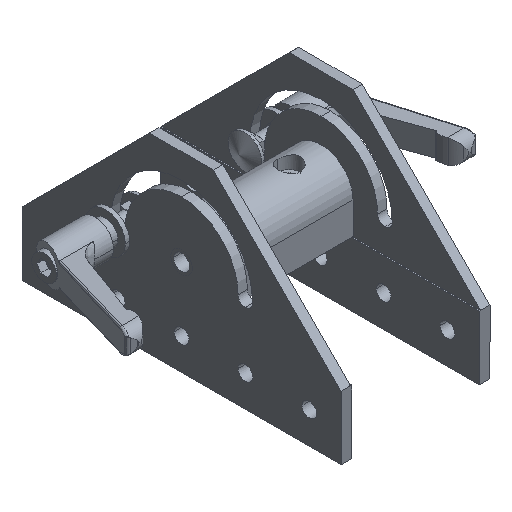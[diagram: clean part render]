
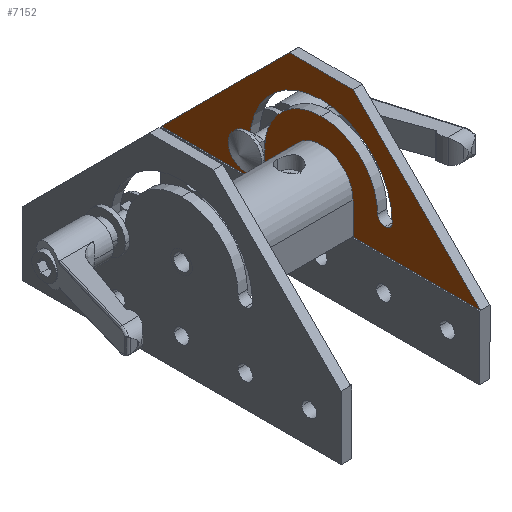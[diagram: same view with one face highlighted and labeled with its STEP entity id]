
A CAD part, isometric view. The second image highlights one B-rep face of the part: STEP entity #7152.
In plain terms, the highlighted planar face has unit normal (-1, 0, 0).
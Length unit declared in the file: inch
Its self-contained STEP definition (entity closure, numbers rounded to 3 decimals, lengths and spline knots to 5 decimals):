
#6508=CARTESIAN_POINT('',(2.25,-0.25,0.75));
#6509=VERTEX_POINT('',#6508);
#6518=CARTESIAN_POINT('',(2.25,0.25,0.75));
#6519=VERTEX_POINT('',#6518);
#6520=CARTESIAN_POINT('',(2.25,0.,0.75));
#6521=DIRECTION('',(1.0,0.0,0.0));
#6522=DIRECTION('',(0.0,-1.0,0.0));
#6523=AXIS2_PLACEMENT_3D('',#6520,#6521,#6522);
#6524=CIRCLE('',#6523,0.25);
#6525=EDGE_CURVE('',#6519,#6509,#6524,.T.);
#6550=CARTESIAN_POINT('',(2.25,-1.5,0.579));
#6551=VERTEX_POINT('',#6550);
#6560=CARTESIAN_POINT('',(2.25,-1.671,0.75));
#6561=VERTEX_POINT('',#6560);
#6562=CARTESIAN_POINT('',(2.25,-1.5,0.75));
#6563=DIRECTION('',(1.0,0.0,0.0));
#6564=DIRECTION('',(0.0,0.0,-1.0));
#6565=AXIS2_PLACEMENT_3D('',#6562,#6563,#6564);
#6566=CIRCLE('',#6565,0.171);
#6567=EDGE_CURVE('',#6561,#6551,#6566,.T.);
#6592=CARTESIAN_POINT('',(2.25,0.,2.421));
#6593=VERTEX_POINT('',#6592);
#6602=CARTESIAN_POINT('',(2.25,1.671,0.75));
#6603=VERTEX_POINT('',#6602);
#6604=CARTESIAN_POINT('',(2.25,0.,0.75));
#6605=DIRECTION('',(1.0,0.0,0.0));
#6606=DIRECTION('',(0.0,0.0,1.0));
#6607=AXIS2_PLACEMENT_3D('',#6604,#6605,#6606);
#6608=CIRCLE('',#6607,1.671);
#6609=EDGE_CURVE('',#6603,#6593,#6608,.T.);
#6634=CARTESIAN_POINT('',(2.25,1.5,0.579));
#6635=VERTEX_POINT('',#6634);
#6644=CARTESIAN_POINT('',(2.25,1.329,0.75));
#6645=VERTEX_POINT('',#6644);
#6646=CARTESIAN_POINT('',(2.25,1.5,0.75));
#6647=DIRECTION('',(1.0,0.0,0.0));
#6648=DIRECTION('',(0.0,0.0,-1.0));
#6649=AXIS2_PLACEMENT_3D('',#6646,#6647,#6648);
#6650=CIRCLE('',#6649,0.171);
#6651=EDGE_CURVE('',#6645,#6635,#6650,.T.);
#6676=CARTESIAN_POINT('',(2.25,0.,2.079));
#6677=VERTEX_POINT('',#6676);
#6686=CARTESIAN_POINT('',(2.25,-1.329,0.75));
#6687=VERTEX_POINT('',#6686);
#6688=CARTESIAN_POINT('',(2.25,0.,0.75));
#6689=DIRECTION('',(-1.0,0.0,0.0));
#6690=DIRECTION('',(0.0,0.0,1.0));
#6691=AXIS2_PLACEMENT_3D('',#6688,#6689,#6690);
#6692=CIRCLE('',#6691,1.329);
#6693=EDGE_CURVE('',#6687,#6677,#6692,.T.);
#6727=CARTESIAN_POINT('',(2.25,0.,0.75));
#6728=DIRECTION('',(-1.0,0.0,0.0));
#6729=DIRECTION('',(0.0,0.0,1.0));
#6730=AXIS2_PLACEMENT_3D('',#6727,#6728,#6729);
#6731=CIRCLE('',#6730,1.329);
#6732=EDGE_CURVE('',#6677,#6645,#6731,.T.);
#6751=CARTESIAN_POINT('',(2.25,1.5,0.75));
#6752=DIRECTION('',(1.0,0.0,0.0));
#6753=DIRECTION('',(0.0,0.0,-1.0));
#6754=AXIS2_PLACEMENT_3D('',#6751,#6752,#6753);
#6755=CIRCLE('',#6754,0.171);
#6756=EDGE_CURVE('',#6635,#6603,#6755,.T.);
#6775=CARTESIAN_POINT('',(2.25,0.,0.75));
#6776=DIRECTION('',(1.0,0.0,0.0));
#6777=DIRECTION('',(0.0,0.0,1.0));
#6778=AXIS2_PLACEMENT_3D('',#6775,#6776,#6777);
#6779=CIRCLE('',#6778,1.671);
#6780=EDGE_CURVE('',#6593,#6561,#6779,.T.);
#6799=CARTESIAN_POINT('',(2.25,-1.5,0.75));
#6800=DIRECTION('',(1.0,0.0,0.0));
#6801=DIRECTION('',(0.0,0.0,-1.0));
#6802=AXIS2_PLACEMENT_3D('',#6799,#6800,#6801);
#6803=CIRCLE('',#6802,0.171);
#6804=EDGE_CURVE('',#6551,#6687,#6803,.T.);
#6823=CARTESIAN_POINT('',(2.25,0.,0.75));
#6824=DIRECTION('',(1.0,0.0,0.0));
#6825=DIRECTION('',(0.0,-1.0,0.0));
#6826=AXIS2_PLACEMENT_3D('',#6823,#6824,#6825);
#6827=CIRCLE('',#6826,0.25);
#6828=EDGE_CURVE('',#6509,#6519,#6827,.T.);
#6968=CARTESIAN_POINT('',(2.25,-0.75,3.));
#6969=VERTEX_POINT('',#6968);
#6976=CARTESIAN_POINT('',(2.25,-3.75,0.));
#6977=VERTEX_POINT('',#6976);
#6978=CARTESIAN_POINT('',(2.25,-0.75,3.));
#6979=DIRECTION('',(0.,-0.707,-0.707));
#6980=VECTOR('',#6979,4.24264);
#6981=LINE('',#6978,#6980);
#6982=EDGE_CURVE('',#6969,#6977,#6981,.T.);
#7007=CARTESIAN_POINT('',(2.25,0.75,3.));
#7008=VERTEX_POINT('',#7007);
#7015=CARTESIAN_POINT('',(2.25,-0.75,3.));
#7016=DIRECTION('',(0.0,1.0,0.0));
#7017=VECTOR('',#7016,1.5);
#7018=LINE('',#7015,#7017);
#7019=EDGE_CURVE('',#6969,#7008,#7018,.T.);
#7104=CARTESIAN_POINT('',(2.25,3.75,0.));
#7105=VERTEX_POINT('',#7104);
#7112=CARTESIAN_POINT('',(2.25,3.75,0.));
#7113=DIRECTION('',(0.,-0.707,0.707));
#7114=VECTOR('',#7113,4.24264);
#7115=LINE('',#7112,#7114);
#7116=EDGE_CURVE('',#7105,#7008,#7115,.T.);
#7122=CARTESIAN_POINT('',(2.25,-3.75,3.));
#7123=DIRECTION('',(-1.0,0.0,0.0));
#7124=DIRECTION('',(0.0,-1.0,0.0));
#7125=AXIS2_PLACEMENT_3D('',#7122,#7123,#7124);
#7126=PLANE('',#7125);
#7127=ORIENTED_EDGE('',*,*,#6982,.F.);
#7128=ORIENTED_EDGE('',*,*,#7019,.T.);
#7129=ORIENTED_EDGE('',*,*,#7116,.F.);
#7130=CARTESIAN_POINT('',(2.25,-3.75,0.));
#7131=DIRECTION('',(0.0,1.0,0.0));
#7132=VECTOR('',#7131,7.5);
#7133=LINE('',#7130,#7132);
#7134=EDGE_CURVE('',#6977,#7105,#7133,.T.);
#7135=ORIENTED_EDGE('',*,*,#7134,.F.);
#7136=EDGE_LOOP('',(#7127,#7128,#7129,#7135));
#7137=FACE_OUTER_BOUND('',#7136,.T.);
#7138=ORIENTED_EDGE('',*,*,#6693,.T.);
#7139=ORIENTED_EDGE('',*,*,#6732,.T.);
#7140=ORIENTED_EDGE('',*,*,#6651,.T.);
#7141=ORIENTED_EDGE('',*,*,#6756,.T.);
#7142=ORIENTED_EDGE('',*,*,#6609,.T.);
#7143=ORIENTED_EDGE('',*,*,#6780,.T.);
#7144=ORIENTED_EDGE('',*,*,#6567,.T.);
#7145=ORIENTED_EDGE('',*,*,#6804,.T.);
#7146=EDGE_LOOP('',(#7138,#7139,#7140,#7141,#7142,#7143,#7144,#7145));
#7147=FACE_BOUND('',#7146,.T.);
#7148=ORIENTED_EDGE('',*,*,#6828,.T.);
#7149=ORIENTED_EDGE('',*,*,#6525,.T.);
#7150=EDGE_LOOP('',(#7148,#7149));
#7151=FACE_BOUND('',#7150,.T.);
#7152=ADVANCED_FACE('',(#7137,#7147,#7151),#7126,.T.);
